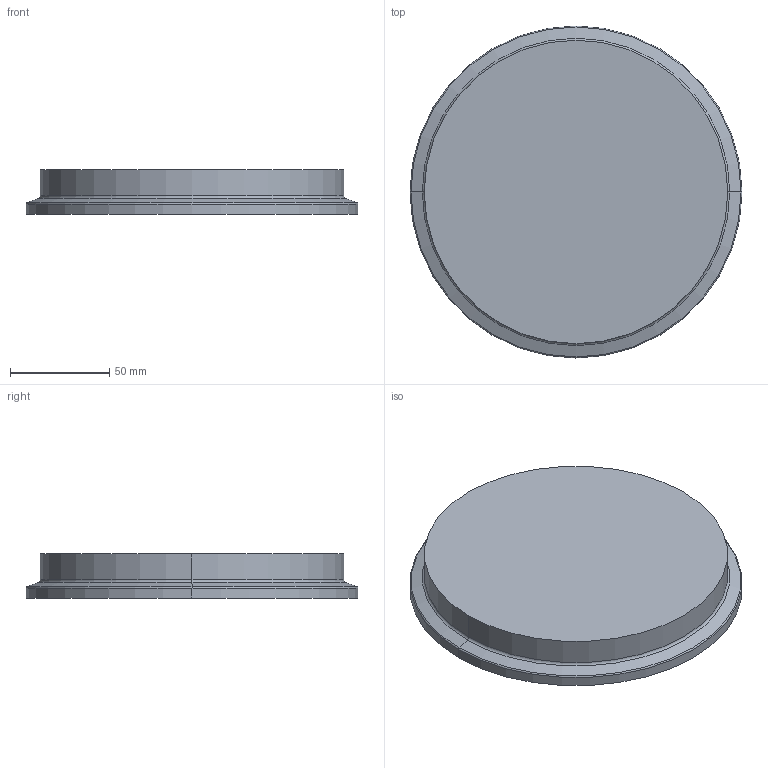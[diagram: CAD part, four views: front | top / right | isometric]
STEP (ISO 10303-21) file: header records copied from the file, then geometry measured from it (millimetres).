
FILE_DESCRIPTION (( 'STEP AP214' ), '1' );
FILE_NAME ('429-353X.STEP', '2018-03-06T16:09:56', ( '' ), ( '' ), 'SwSTEP 2.0', 'SolidWorks 2014', '' );
FILE_SCHEMA (( 'AUTOMOTIVE_DESIGN' ));
Length unit declared in the file: inch
Products named in the file (1): 429-353X
Bounding box: 166.88 x 166.88 x 22.23 mm (x, y, z)
Volume: 418527.3 mm3; surface area: 54105.5 mm2
Topology: 1 solids, 1 shells, 25 faces, 50 edges, 25 vertices
Faces by surface type: cone 10, torus 10, cylinder 4, plane 1
Entity records: 668 total; most frequent: DIRECTION 134, CARTESIAN_POINT 99, ORIENTED_EDGE 96, AXIS2_PLACEMENT_3D 60, EDGE_CURVE 48, CIRCLE 34, VERTEX_POINT 25, EDGE_LOOP 25
